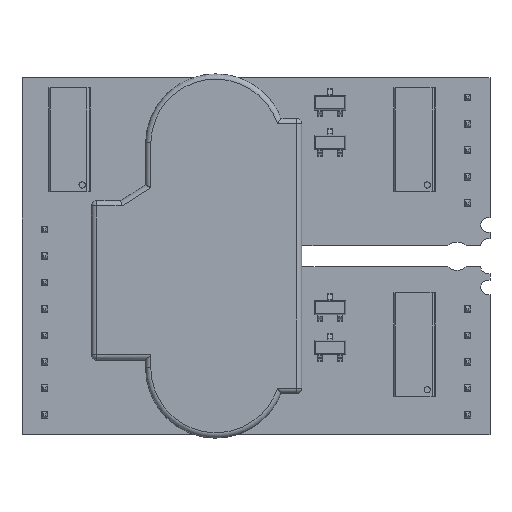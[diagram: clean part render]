
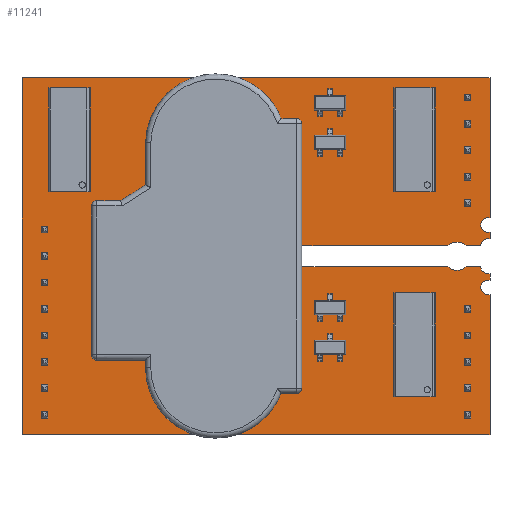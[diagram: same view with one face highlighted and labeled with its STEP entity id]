
A CAD part, top view. The second image highlights one B-rep face of the part: STEP entity #11241.
In plain terms, the highlighted planar face has unit normal (0, 0, 1).
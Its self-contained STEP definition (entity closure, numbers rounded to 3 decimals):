
#1026=LINE($,#17877,#2368);
#1029=LINE($,#17883,#2371);
#1033=LINE($,#17895,#2375);
#1037=LINE($,#17907,#2379);
#1041=LINE($,#17919,#2383);
#1045=LINE($,#17931,#2387);
#1049=LINE($,#17943,#2391);
#1053=LINE($,#17955,#2395);
#1057=LINE($,#17967,#2399);
#1060=LINE($,#17973,#2402);
#1064=LINE($,#17985,#2406);
#1068=LINE($,#17997,#2410);
#1071=LINE($,#18003,#2413);
#1074=LINE($,#18009,#2416);
#1078=LINE($,#18019,#2420);
#2368=VECTOR($,#14360,24.839);
#2371=VECTOR($,#14365,13.482);
#2375=VECTOR($,#14377,0.642);
#2379=VECTOR($,#14389,1.369);
#2383=VECTOR($,#14401,16.868);
#2387=VECTOR($,#14413,16.865);
#2391=VECTOR($,#14425,1.364);
#2395=VECTOR($,#14437,0.642);
#2399=VECTOR($,#14449,13.462);
#2402=VECTOR($,#14454,24.861);
#2406=VECTOR($,#14466,0.642);
#2410=VECTOR($,#14478,16.739);
#2413=VECTOR($,#14483,34.29);
#2416=VECTOR($,#14488,16.759);
#2420=VECTOR($,#14500,0.642);
#3250=PLANE($,#12159);
#4037=FACE_OUTER_BOUND($,#4824,.T.);
#4824=EDGE_LOOP($,(#9787,#9788,#9789,#9790,#9791,#9792,#9793,#9794,#9795,
#9796,#9797,#9798,#9799,#9800,#9801,#9802,#9803,#9804,#9805,#9806,#9807,
#9808,#9809,#9810,#9811,#9812));
#5135=CIRCLE($,#12113,0.705);
#5137=CIRCLE($,#12118,0.704);
#5139=CIRCLE($,#12122,0.702);
#5141=CIRCLE($,#12126,1.369);
#5143=CIRCLE($,#12130,1.001);
#5145=CIRCLE($,#12134,1.337);
#5147=CIRCLE($,#12138,0.704);
#5149=CIRCLE($,#12142,0.704);
#5151=CIRCLE($,#12147,0.704);
#5153=CIRCLE($,#12151,0.705);
#5155=CIRCLE($,#12157,0.705);
#5829=VERTEX_POINT($,#17868);
#5830=VERTEX_POINT($,#17870);
#5832=VERTEX_POINT($,#17876);
#5834=VERTEX_POINT($,#17882);
#5836=VERTEX_POINT($,#17888);
#5838=VERTEX_POINT($,#17894);
#5840=VERTEX_POINT($,#17900);
#5842=VERTEX_POINT($,#17906);
#5844=VERTEX_POINT($,#17912);
#5846=VERTEX_POINT($,#17918);
#5848=VERTEX_POINT($,#17924);
#5850=VERTEX_POINT($,#17930);
#5852=VERTEX_POINT($,#17936);
#5854=VERTEX_POINT($,#17942);
#5856=VERTEX_POINT($,#17948);
#5858=VERTEX_POINT($,#17954);
#5860=VERTEX_POINT($,#17960);
#5862=VERTEX_POINT($,#17966);
#5864=VERTEX_POINT($,#17972);
#5866=VERTEX_POINT($,#17978);
#5868=VERTEX_POINT($,#17984);
#5870=VERTEX_POINT($,#17990);
#5872=VERTEX_POINT($,#17996);
#5874=VERTEX_POINT($,#18002);
#5876=VERTEX_POINT($,#18008);
#5878=VERTEX_POINT($,#18014);
#7143=EDGE_CURVE($,#5830,#5829,#5135,.T.);
#7146=EDGE_CURVE($,#5832,#5830,#1026,.T.);
#7149=EDGE_CURVE($,#5834,#5832,#1029,.T.);
#7152=EDGE_CURVE($,#5836,#5834,#5137,.T.);
#7155=EDGE_CURVE($,#5838,#5836,#1033,.T.);
#7158=EDGE_CURVE($,#5840,#5838,#5139,.T.);
#7161=EDGE_CURVE($,#5842,#5840,#1037,.T.);
#7164=EDGE_CURVE($,#5844,#5842,#5141,.T.);
#7167=EDGE_CURVE($,#5846,#5844,#1041,.T.);
#7170=EDGE_CURVE($,#5848,#5846,#5143,.T.);
#7173=EDGE_CURVE($,#5850,#5848,#1045,.T.);
#7176=EDGE_CURVE($,#5852,#5850,#5145,.T.);
#7179=EDGE_CURVE($,#5854,#5852,#1049,.T.);
#7182=EDGE_CURVE($,#5856,#5854,#5147,.T.);
#7185=EDGE_CURVE($,#5858,#5856,#1053,.T.);
#7188=EDGE_CURVE($,#5860,#5858,#5149,.T.);
#7191=EDGE_CURVE($,#5862,#5860,#1057,.T.);
#7194=EDGE_CURVE($,#5864,#5862,#1060,.T.);
#7197=EDGE_CURVE($,#5866,#5864,#5151,.T.);
#7200=EDGE_CURVE($,#5868,#5866,#1064,.T.);
#7203=EDGE_CURVE($,#5870,#5868,#5153,.T.);
#7206=EDGE_CURVE($,#5872,#5870,#1068,.T.);
#7209=EDGE_CURVE($,#5874,#5872,#1071,.T.);
#7212=EDGE_CURVE($,#5876,#5874,#1074,.T.);
#7215=EDGE_CURVE($,#5878,#5876,#5155,.T.);
#7218=EDGE_CURVE($,#5829,#5878,#1078,.T.);
#9787=ORIENTED_EDGE($,*,*,#7218,.T.);
#9788=ORIENTED_EDGE($,*,*,#7215,.T.);
#9789=ORIENTED_EDGE($,*,*,#7212,.T.);
#9790=ORIENTED_EDGE($,*,*,#7209,.T.);
#9791=ORIENTED_EDGE($,*,*,#7206,.T.);
#9792=ORIENTED_EDGE($,*,*,#7203,.T.);
#9793=ORIENTED_EDGE($,*,*,#7200,.T.);
#9794=ORIENTED_EDGE($,*,*,#7197,.T.);
#9795=ORIENTED_EDGE($,*,*,#7194,.T.);
#9796=ORIENTED_EDGE($,*,*,#7191,.T.);
#9797=ORIENTED_EDGE($,*,*,#7188,.T.);
#9798=ORIENTED_EDGE($,*,*,#7185,.T.);
#9799=ORIENTED_EDGE($,*,*,#7182,.T.);
#9800=ORIENTED_EDGE($,*,*,#7179,.T.);
#9801=ORIENTED_EDGE($,*,*,#7176,.T.);
#9802=ORIENTED_EDGE($,*,*,#7173,.T.);
#9803=ORIENTED_EDGE($,*,*,#7170,.T.);
#9804=ORIENTED_EDGE($,*,*,#7167,.T.);
#9805=ORIENTED_EDGE($,*,*,#7164,.T.);
#9806=ORIENTED_EDGE($,*,*,#7161,.T.);
#9807=ORIENTED_EDGE($,*,*,#7158,.T.);
#9808=ORIENTED_EDGE($,*,*,#7155,.T.);
#9809=ORIENTED_EDGE($,*,*,#7152,.T.);
#9810=ORIENTED_EDGE($,*,*,#7149,.T.);
#9811=ORIENTED_EDGE($,*,*,#7146,.T.);
#9812=ORIENTED_EDGE($,*,*,#7143,.T.);
#11241=ADVANCED_FACE($,(#4037),#3250,.T.);
#12113=AXIS2_PLACEMENT_3D($,#17871,#14354,#14355);
#12118=AXIS2_PLACEMENT_3D($,#17889,#14371,#14372);
#12122=AXIS2_PLACEMENT_3D($,#17901,#14383,#14384);
#12126=AXIS2_PLACEMENT_3D($,#17913,#14395,#14396);
#12130=AXIS2_PLACEMENT_3D($,#17925,#14407,#14408);
#12134=AXIS2_PLACEMENT_3D($,#17937,#14419,#14420);
#12138=AXIS2_PLACEMENT_3D($,#17949,#14431,#14432);
#12142=AXIS2_PLACEMENT_3D($,#17961,#14443,#14444);
#12147=AXIS2_PLACEMENT_3D($,#17979,#14460,#14461);
#12151=AXIS2_PLACEMENT_3D($,#17991,#14472,#14473);
#12157=AXIS2_PLACEMENT_3D($,#18015,#14494,#14495);
#12159=AXIS2_PLACEMENT_3D($,#18020,#14501,#14502);
#14354=DIRECTION('center_axis',(0.,0.,-1.));
#14355=DIRECTION('ref_axis',(0.965,0.263,0.));
#14360=DIRECTION($,(-1.,0.,0.));
#14365=DIRECTION($,(0.,1.,0.));
#14371=DIRECTION('center_axis',(0.,0.,-1.));
#14372=DIRECTION('ref_axis',(0.264,-0.964,0.));
#14377=DIRECTION($,(0.,1.,0.));
#14383=DIRECTION('center_axis',(0.,0.,-1.));
#14384=DIRECTION('ref_axis',(-1.,0.02,0.));
#14389=DIRECTION($,(1.,0.,0.));
#14395=DIRECTION('center_axis',(0.,0.,-1.));
#14396=DIRECTION('ref_axis',(-0.666,0.746,0.));
#14401=DIRECTION($,(1.,0.,0.));
#14407=DIRECTION('center_axis',(0.,0.,-1.));
#14408=DIRECTION('ref_axis',(-0.001,-1.,0.));
#14413=DIRECTION($,(-1.,0.,0.));
#14419=DIRECTION('center_axis',(0.,0.,-1.));
#14420=DIRECTION('ref_axis',(0.684,-0.729,0.));
#14425=DIRECTION($,(-1.,0.,0.));
#14431=DIRECTION('center_axis',(0.,0.,-1.));
#14432=DIRECTION('ref_axis',(0.272,-0.962,0.));
#14437=DIRECTION($,(0.,1.,0.));
#14443=DIRECTION('center_axis',(0.,0.,-1.));
#14444=DIRECTION('ref_axis',(0.264,-0.964,0.));
#14449=DIRECTION($,(0.,1.,0.));
#14454=DIRECTION($,(1.,0.,0.));
#14460=DIRECTION('center_axis',(0.,0.,-1.));
#14461=DIRECTION('ref_axis',(-0.964,-0.264,0.));
#14466=DIRECTION($,(1.,0.,0.));
#14472=DIRECTION('center_axis',(0.,0.,-1.));
#14473=DIRECTION('ref_axis',(-0.963,-0.27,0.));
#14478=DIRECTION($,(1.,0.,0.));
#14483=DIRECTION($,(0.,-1.,0.));
#14488=DIRECTION($,(-1.,0.,0.));
#14494=DIRECTION('center_axis',(0.,0.,-1.));
#14495=DIRECTION('ref_axis',(0.963,0.27,0.));
#14500=DIRECTION($,(-1.,0.,0.));
#14501=DIRECTION('center_axis',(0.,0.,1.));
#14502=DIRECTION('ref_axis',(1.,0.,0.));
#17868=CARTESIAN_POINT('',(-3.72,17.145,4.148));
#17870=CARTESIAN_POINT('',(-2.36,17.145,4.148));
#17871=CARTESIAN_POINT('Origin',(-3.04,16.96,4.148));
#17876=CARTESIAN_POINT('',(22.479,17.145,4.148));
#17877=CARTESIAN_POINT($,(22.479,17.145,4.148));
#17882=CARTESIAN_POINT('',(22.479,3.663,4.148));
#17883=CARTESIAN_POINT($,(22.479,3.663,4.148));
#17888=CARTESIAN_POINT('',(22.479,2.305,4.148));
#17889=CARTESIAN_POINT('Origin',(22.293,2.984,4.148));
#17894=CARTESIAN_POINT('',(22.479,1.663,4.148));
#17895=CARTESIAN_POINT($,(22.479,1.663,4.148));
#17900=CARTESIAN_POINT('',(21.585,1.002,4.148));
#17901=CARTESIAN_POINT('Origin',(22.287,0.987,4.148));
#17906=CARTESIAN_POINT('',(20.216,1.002,4.148));
#17907=CARTESIAN_POINT($,(20.216,1.002,4.148));
#17912=CARTESIAN_POINT('',(18.392,1.002,4.148));
#17913=CARTESIAN_POINT('Origin',(19.304,-0.019,4.148));
#17918=CARTESIAN_POINT('',(1.524,1.002,4.148));
#17919=CARTESIAN_POINT($,(1.524,1.002,4.148));
#17924=CARTESIAN_POINT('',(1.524,-1.,4.148));
#17925=CARTESIAN_POINT('Origin',(1.525,0.001,
4.148));
#17930=CARTESIAN_POINT('',(18.389,-0.999,4.148));
#17931=CARTESIAN_POINT($,(18.389,-0.999,4.148));
#17936=CARTESIAN_POINT('',(20.219,-0.999,4.148));
#17937=CARTESIAN_POINT('Origin',(19.304,-0.024,4.148));
#17942=CARTESIAN_POINT('',(21.584,-0.999,4.148));
#17943=CARTESIAN_POINT($,(21.584,-0.999,4.148));
#17948=CARTESIAN_POINT('',(22.479,-1.683,4.148));
#17949=CARTESIAN_POINT('Origin',(22.288,-1.005,4.148));
#17954=CARTESIAN_POINT('',(22.479,-2.325,4.148));
#17955=CARTESIAN_POINT($,(22.479,-2.325,4.148));
#17960=CARTESIAN_POINT('',(22.479,-3.683,4.148));
#17961=CARTESIAN_POINT('Origin',(22.293,-3.004,4.148));
#17966=CARTESIAN_POINT('',(22.479,-17.145,4.148));
#17967=CARTESIAN_POINT($,(22.479,-17.145,4.148));
#17972=CARTESIAN_POINT('',(-2.382,-17.145,4.148));
#17973=CARTESIAN_POINT($,(-2.382,-17.145,4.148));
#17978=CARTESIAN_POINT('',(-3.74,-17.145,4.148));
#17979=CARTESIAN_POINT('Origin',(-3.061,-16.959,4.148));
#17984=CARTESIAN_POINT('',(-4.382,-17.145,4.148));
#17985=CARTESIAN_POINT($,(-4.382,-17.145,4.148));
#17990=CARTESIAN_POINT('',(-5.74,-17.145,4.148));
#17991=CARTESIAN_POINT('Origin',(-5.061,-16.954,4.148));
#17996=CARTESIAN_POINT('',(-22.479,-17.145,4.148));
#17997=CARTESIAN_POINT($,(-22.479,-17.145,4.148));
#18002=CARTESIAN_POINT('',(-22.479,17.145,4.148));
#18003=CARTESIAN_POINT($,(-22.479,17.145,4.148));
#18008=CARTESIAN_POINT('',(-5.72,17.145,4.148));
#18009=CARTESIAN_POINT($,(-5.72,17.145,4.148));
#18014=CARTESIAN_POINT('',(-4.362,17.145,4.148));
#18015=CARTESIAN_POINT('Origin',(-5.041,16.954,4.148));
#18019=CARTESIAN_POINT($,(-3.72,17.145,4.148));
#18020=CARTESIAN_POINT('Origin',(2.149,0.,
4.148));
